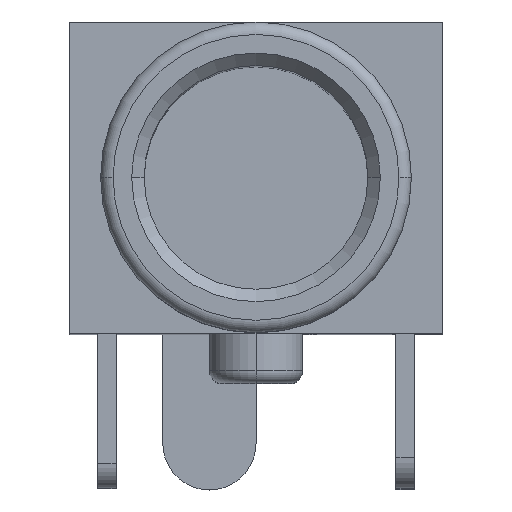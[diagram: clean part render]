
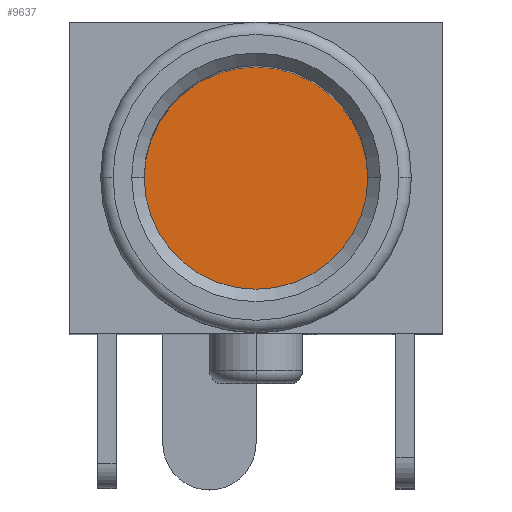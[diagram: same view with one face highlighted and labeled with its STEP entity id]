
A CAD part, top view. The second image highlights one B-rep face of the part: STEP entity #9637.
In plain terms, the highlighted planar face has unit normal (0, 0, 1).
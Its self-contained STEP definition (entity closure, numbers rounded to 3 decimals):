
#2375=CARTESIAN_POINT('',(0.,0.,-10.5));
#2376=DIRECTION('',(0.,0.,1.));
#2377=DIRECTION('',(1.,0.,0.));
#2378=AXIS2_PLACEMENT_3D('',#2375,#2376,#2377);
#2380=CARTESIAN_POINT('',(0.,0.,-10.5));
#2381=DIRECTION('',(0.,0.,1.));
#2382=DIRECTION('',(-1.,0.,0.));
#2383=AXIS2_PLACEMENT_3D('',#2380,#2381,#2382);
#6055=CARTESIAN_POINT('',(1.8,0.,-10.5));
#6056=CARTESIAN_POINT('',(-1.8,0.,-10.5));
#6057=VERTEX_POINT('',#6055);
#6058=VERTEX_POINT('',#6056);
#9628=CARTESIAN_POINT('',(0.,0.,-10.5));
#9629=DIRECTION('',(0.,0.,1.));
#9630=DIRECTION('',(1.,0.,0.));
#9631=AXIS2_PLACEMENT_3D('',#9628,#9629,#9630);
#9632=PLANE('',#9631);
#9633=ORIENTED_EDGE('',*,*,#9607,.F.);
#9634=ORIENTED_EDGE('',*,*,#9621,.F.);
#9635=EDGE_LOOP('',(#9633,#9634));
#9636=FACE_OUTER_BOUND('',#9635,.F.);
#2379=CIRCLE('',#2378,1.8);
#2384=CIRCLE('',#2383,1.8);
#9607=EDGE_CURVE('',#6057,#6058,#2379,.T.);
#9621=EDGE_CURVE('',#6058,#6057,#2384,.T.);
#9637=ADVANCED_FACE('',(#9636),#9632,.T.);
